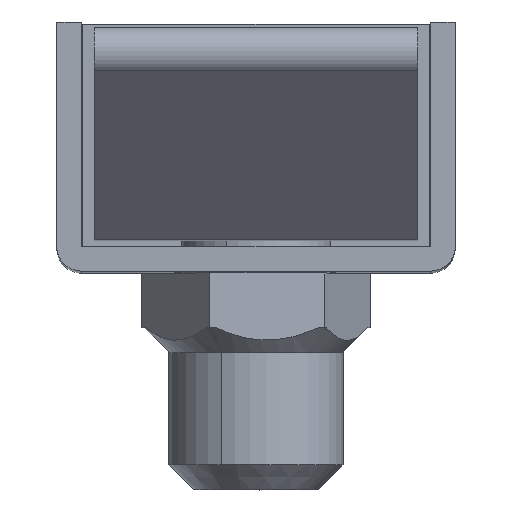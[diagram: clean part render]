
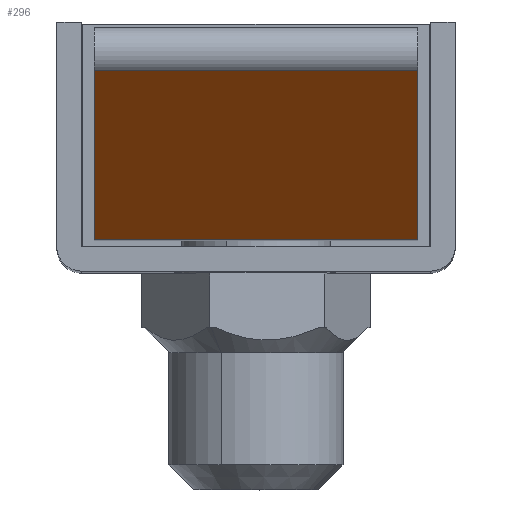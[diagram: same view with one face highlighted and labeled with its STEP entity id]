
A CAD part, top view. The second image highlights one B-rep face of the part: STEP entity #296.
In plain terms, the highlighted face is planar.
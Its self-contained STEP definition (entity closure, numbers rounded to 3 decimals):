
#3 = EDGE_CURVE ( 'NONE', #3802, #3806, #3486, .T. ) ;
#6 = EDGE_CURVE ( 'NONE', #3806, #3803, #3491, .T. ) ;
#7 = EDGE_CURVE ( 'NONE', #3817, #3803, #3490, .T. ) ;
#296 = ADVANCED_FACE ( 'NONE', ( #1185 ), #9827, .F. ) ;
#687 = EDGE_CURVE ( 'NONE', #3802, #3817, #2241, .T. ) ;
#1185 = FACE_OUTER_BOUND ( 'NONE', #3053, .T. ) ;
#1490 = AXIS2_PLACEMENT_3D ( 'NONE', #9826, #9829, #9830 ) ;
#2241 = LINE ( 'NONE', #4909, #2248 ) ;
#2248 = VECTOR ( 'NONE', #4910, 1000. ) ;
#2816 = ORIENTED_EDGE ( 'NONE', *, *, #6, .F. ) ;
#2817 = ORIENTED_EDGE ( 'NONE', *, *, #3, .F. ) ;
#2818 = ORIENTED_EDGE ( 'NONE', *, *, #687, .T. ) ;
#2819 = ORIENTED_EDGE ( 'NONE', *, *, #7, .T. ) ;
#2919 = VECTOR ( 'NONE', #3841, 1000. ) ;
#3053 = EDGE_LOOP ( 'NONE', ( #2816, #2817, #2818, #2819 ) ) ;
#3486 = LINE ( 'NONE', #3838, #2919 ) ;
#3488 = VECTOR ( 'NONE', #3848, 1000. ) ;
#3490 = LINE ( 'NONE', #3847, #3493 ) ;
#3491 = LINE ( 'NONE', #3842, #3488 ) ;
#3493 = VECTOR ( 'NONE', #3850, 1000. ) ;
#3802 = VERTEX_POINT ( 'NONE', #5185 ) ;
#3803 = VERTEX_POINT ( 'NONE', #5186 ) ;
#3806 = VERTEX_POINT ( 'NONE', #5189 ) ;
#3817 = VERTEX_POINT ( 'NONE', #5200 ) ;
#3838 = CARTESIAN_POINT ( 'NONE',  ( -6.5, -27.507, 2.543 ) ) ;
#3841 = DIRECTION ( 'NONE',  ( 1., 0., 0. ) ) ;
#3842 = CARTESIAN_POINT ( 'NONE',  ( 6.5, -27.507, 2.543 ) ) ;
#3847 = CARTESIAN_POINT ( 'NONE',  ( -6.5, -20.714, -4.25 ) ) ;
#3848 = DIRECTION ( 'NONE',  ( 0., 0.707, -0.707 ) ) ;
#3850 = DIRECTION ( 'NONE',  ( 1., 0., 0. ) ) ;
#4909 = CARTESIAN_POINT ( 'NONE',  ( -6.5, -27.507, 2.543 ) ) ;
#4910 = DIRECTION ( 'NONE',  ( 0., 0.707, -0.707 ) ) ;
#5185 = CARTESIAN_POINT ( 'NONE',  ( -6.5, -27.507, 2.543 ) ) ;
#5186 = CARTESIAN_POINT ( 'NONE',  ( 6.5, -20.714, -4.25 ) ) ;
#5189 = CARTESIAN_POINT ( 'NONE',  ( 6.5, -27.507, 2.543 ) ) ;
#5200 = CARTESIAN_POINT ( 'NONE',  ( -6.5, -20.714, -4.25 ) ) ;
#9826 = CARTESIAN_POINT ( 'NONE',  ( -6.5, -20.714, -4.25 ) ) ;
#9827 = PLANE ( 'NONE',  #1490 ) ;
#9829 = DIRECTION ( 'NONE',  ( 0., 0.707, 0.707 ) ) ;
#9830 = DIRECTION ( 'NONE',  ( 0., -0.707, 0.707 ) ) ;
